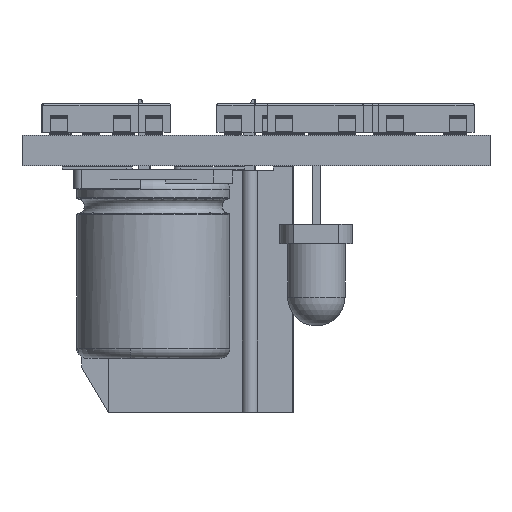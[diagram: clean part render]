
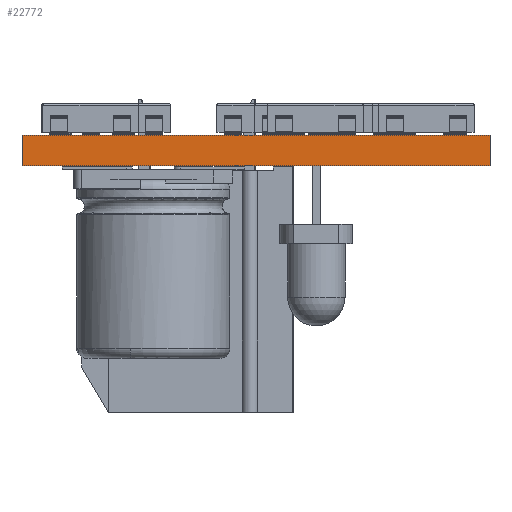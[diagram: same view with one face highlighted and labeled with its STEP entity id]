
A CAD part, left-side view. The second image highlights one B-rep face of the part: STEP entity #22772.
In plain terms, the highlighted planar face has unit normal (-1, 0.002, 0).
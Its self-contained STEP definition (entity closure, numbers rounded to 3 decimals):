
#21192 = PLANE('',#21193);
#21193 = AXIS2_PLACEMENT_3D('',#21194,#21195,#21196);
#21194 = CARTESIAN_POINT('',(56.642,-67.564,0.));
#21195 = DIRECTION('',(0.001,1.,0.));
#21196 = DIRECTION('',(1.,-0.001,0.));
#21220 = PLANE('',#21221);
#21221 = AXIS2_PLACEMENT_3D('',#21222,#21223,#21224);
#21222 = CARTESIAN_POINT('',(135.906,-79.534,1.6));
#21223 = DIRECTION('',(0.,0.,-1.));
#21224 = DIRECTION('',(-1.,0.,0.));
#21274 = PLANE('',#21275);
#21275 = AXIS2_PLACEMENT_3D('',#21276,#21277,#21278);
#21276 = CARTESIAN_POINT('',(135.906,-79.534,0.));
#21277 = DIRECTION('',(0.,0.,-1.));
#21278 = DIRECTION('',(-1.,0.,0.));
#21289 = EDGE_CURVE('',#21290,#21292,#21294,.T.);
#21290 = VERTEX_POINT('',#21291);
#21291 = CARTESIAN_POINT('',(56.642,-67.564,0.));
#21292 = VERTEX_POINT('',#21293);
#21293 = CARTESIAN_POINT('',(56.642,-67.564,1.6));
#21294 = SURFACE_CURVE('',#21295,(#21299,#21306),.PCURVE_S1.);
#21295 = LINE('',#21296,#21297);
#21296 = CARTESIAN_POINT('',(56.642,-67.564,0.));
#21297 = VECTOR('',#21298,1.);
#21298 = DIRECTION('',(0.,0.,1.));
#21299 = PCURVE('',#21192,#21300);
#21300 = DEFINITIONAL_REPRESENTATION('',(#21301),#21305);
#21301 = LINE('',#21302,#21303);
#21302 = CARTESIAN_POINT('',(0.,0.));
#21303 = VECTOR('',#21304,1.);
#21304 = DIRECTION('',(0.,-1.));
#21305 = ( GEOMETRIC_REPRESENTATION_CONTEXT(2) 
PARAMETRIC_REPRESENTATION_CONTEXT() REPRESENTATION_CONTEXT('2D SPACE',''
  ) );
#21306 = PCURVE('',#21307,#21312);
#21307 = PLANE('',#21308);
#21308 = AXIS2_PLACEMENT_3D('',#21309,#21310,#21311);
#21309 = CARTESIAN_POINT('',(56.591,-91.999,0.));
#21310 = DIRECTION('',(-1.,0.002,0.));
#21311 = DIRECTION('',(0.002,1.,0.));
#21312 = DEFINITIONAL_REPRESENTATION('',(#21313),#21317);
#21313 = LINE('',#21314,#21315);
#21314 = CARTESIAN_POINT('',(24.435,0.));
#21315 = VECTOR('',#21316,1.);
#21316 = DIRECTION('',(0.,-1.));
#21317 = ( GEOMETRIC_REPRESENTATION_CONTEXT(2) 
PARAMETRIC_REPRESENTATION_CONTEXT() REPRESENTATION_CONTEXT('2D SPACE',''
  ) );
#21405 = PLANE('',#21406);
#21406 = AXIS2_PLACEMENT_3D('',#21407,#21408,#21409);
#21407 = CARTESIAN_POINT('',(211.836,-91.44,0.));
#21408 = DIRECTION('',(0.004,-1.,0.));
#21409 = DIRECTION('',(-1.,-0.004,0.));
#21444 = VERTEX_POINT('',#21445);
#21445 = CARTESIAN_POINT('',(56.591,-91.999,0.));
#21466 = EDGE_CURVE('',#21444,#21290,#21467,.T.);
#21467 = SURFACE_CURVE('',#21468,(#21472,#21479),.PCURVE_S1.);
#21468 = LINE('',#21469,#21470);
#21469 = CARTESIAN_POINT('',(56.591,-91.999,0.));
#21470 = VECTOR('',#21471,1.);
#21471 = DIRECTION('',(0.002,1.,0.));
#21472 = PCURVE('',#21274,#21473);
#21473 = DEFINITIONAL_REPRESENTATION('',(#21474),#21478);
#21474 = LINE('',#21475,#21476);
#21475 = CARTESIAN_POINT('',(79.315,-12.465));
#21476 = VECTOR('',#21477,1.);
#21477 = DIRECTION('',(-0.002,1.));
#21478 = ( GEOMETRIC_REPRESENTATION_CONTEXT(2) 
PARAMETRIC_REPRESENTATION_CONTEXT() REPRESENTATION_CONTEXT('2D SPACE',''
  ) );
#21479 = PCURVE('',#21307,#21480);
#21480 = DEFINITIONAL_REPRESENTATION('',(#21481),#21485);
#21481 = LINE('',#21482,#21483);
#21482 = CARTESIAN_POINT('',(0.,0.));
#21483 = VECTOR('',#21484,1.);
#21484 = DIRECTION('',(1.,0.));
#21485 = ( GEOMETRIC_REPRESENTATION_CONTEXT(2) 
PARAMETRIC_REPRESENTATION_CONTEXT() REPRESENTATION_CONTEXT('2D SPACE',''
  ) );
#22159 = VERTEX_POINT('',#22160);
#22160 = CARTESIAN_POINT('',(56.591,-91.999,1.6));
#22181 = EDGE_CURVE('',#22159,#21292,#22182,.T.);
#22182 = SURFACE_CURVE('',#22183,(#22187,#22194),.PCURVE_S1.);
#22183 = LINE('',#22184,#22185);
#22184 = CARTESIAN_POINT('',(56.591,-91.999,1.6));
#22185 = VECTOR('',#22186,1.);
#22186 = DIRECTION('',(0.002,1.,0.));
#22187 = PCURVE('',#21220,#22188);
#22188 = DEFINITIONAL_REPRESENTATION('',(#22189),#22193);
#22189 = LINE('',#22190,#22191);
#22190 = CARTESIAN_POINT('',(79.315,-12.465));
#22191 = VECTOR('',#22192,1.);
#22192 = DIRECTION('',(-0.002,1.));
#22193 = ( GEOMETRIC_REPRESENTATION_CONTEXT(2) 
PARAMETRIC_REPRESENTATION_CONTEXT() REPRESENTATION_CONTEXT('2D SPACE',''
  ) );
#22194 = PCURVE('',#21307,#22195);
#22195 = DEFINITIONAL_REPRESENTATION('',(#22196),#22200);
#22196 = LINE('',#22197,#22198);
#22197 = CARTESIAN_POINT('',(0.,-1.6));
#22198 = VECTOR('',#22199,1.);
#22199 = DIRECTION('',(1.,0.));
#22200 = ( GEOMETRIC_REPRESENTATION_CONTEXT(2) 
PARAMETRIC_REPRESENTATION_CONTEXT() REPRESENTATION_CONTEXT('2D SPACE',''
  ) );
#22772 = ADVANCED_FACE('',(#22773),#21307,.T.);
#22773 = FACE_BOUND('',#22774,.T.);
#22774 = EDGE_LOOP('',(#22775,#22796,#22797,#22798));
#22775 = ORIENTED_EDGE('',*,*,#22776,.T.);
#22776 = EDGE_CURVE('',#21444,#22159,#22777,.T.);
#22777 = SURFACE_CURVE('',#22778,(#22782,#22789),.PCURVE_S1.);
#22778 = LINE('',#22779,#22780);
#22779 = CARTESIAN_POINT('',(56.591,-91.999,0.));
#22780 = VECTOR('',#22781,1.);
#22781 = DIRECTION('',(0.,0.,1.));
#22782 = PCURVE('',#21307,#22783);
#22783 = DEFINITIONAL_REPRESENTATION('',(#22784),#22788);
#22784 = LINE('',#22785,#22786);
#22785 = CARTESIAN_POINT('',(0.,0.));
#22786 = VECTOR('',#22787,1.);
#22787 = DIRECTION('',(0.,-1.));
#22788 = ( GEOMETRIC_REPRESENTATION_CONTEXT(2) 
PARAMETRIC_REPRESENTATION_CONTEXT() REPRESENTATION_CONTEXT('2D SPACE',''
  ) );
#22789 = PCURVE('',#21405,#22790);
#22790 = DEFINITIONAL_REPRESENTATION('',(#22791),#22795);
#22791 = LINE('',#22792,#22793);
#22792 = CARTESIAN_POINT('',(155.246,0.));
#22793 = VECTOR('',#22794,1.);
#22794 = DIRECTION('',(0.,-1.));
#22795 = ( GEOMETRIC_REPRESENTATION_CONTEXT(2) 
PARAMETRIC_REPRESENTATION_CONTEXT() REPRESENTATION_CONTEXT('2D SPACE',''
  ) );
#22796 = ORIENTED_EDGE('',*,*,#22181,.T.);
#22797 = ORIENTED_EDGE('',*,*,#21289,.F.);
#22798 = ORIENTED_EDGE('',*,*,#21466,.F.);
